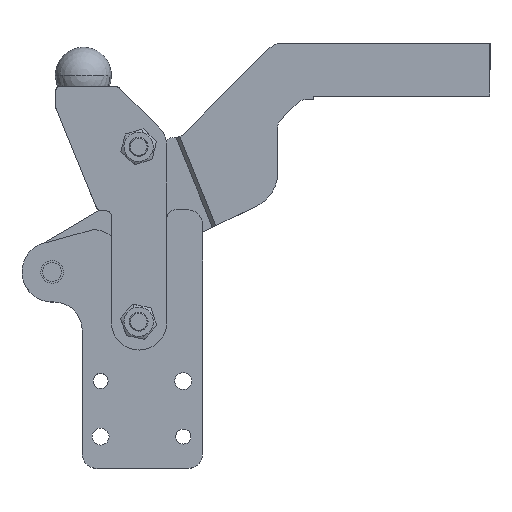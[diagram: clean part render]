
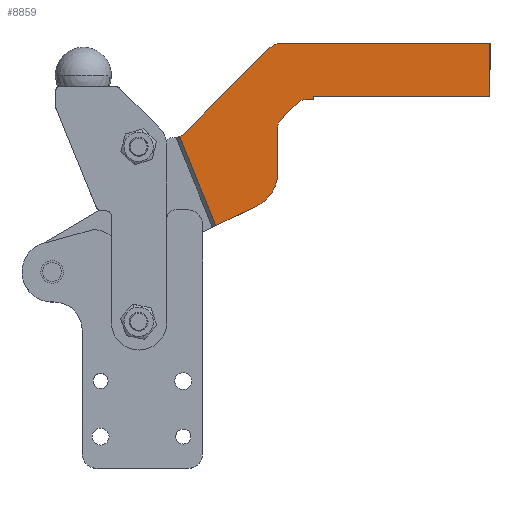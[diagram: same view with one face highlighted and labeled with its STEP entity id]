
A CAD part, top view. The second image highlights one B-rep face of the part: STEP entity #8859.
In plain terms, the highlighted planar face has unit normal (0, 0, 1).
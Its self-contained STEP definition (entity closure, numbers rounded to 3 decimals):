
#8010=CARTESIAN_POINT('',(49.185,599.411,52.));
#8011=VERTEX_POINT('',#8010);
#8027=CARTESIAN_POINT('',(52.256,610.061,52.));
#8028=VERTEX_POINT('',#8027);
#8035=CARTESIAN_POINT('',(32.256,610.061,52.));
#8036=DIRECTION('',(0.,0.,-1.0));
#8037=DIRECTION('',(0.846,-0.532,0.));
#8038=AXIS2_PLACEMENT_3D('',#8035,#8036,#8037);
#8039=CIRCLE('',#8038,20.);
#8040=EDGE_CURVE('',#8028,#8011,#8039,.T.);
#8052=CARTESIAN_POINT('',(64.445,648.09,52.));
#8053=VERTEX_POINT('',#8052);
#8069=CARTESIAN_POINT('',(66.741,648.547,52.));
#8070=VERTEX_POINT('',#8069);
#8077=CARTESIAN_POINT('',(66.741,642.547,52.));
#8078=DIRECTION('',(0.,0.,1.));
#8079=DIRECTION('',(-0.383,0.924,0.));
#8080=AXIS2_PLACEMENT_3D('',#8077,#8078,#8079);
#8081=CIRCLE('',#8080,6.0);
#8082=EDGE_CURVE('',#8070,#8053,#8081,.T.);
#8094=CARTESIAN_POINT('',(52.713,636.358,52.));
#8095=VERTEX_POINT('',#8094);
#8111=CARTESIAN_POINT('',(54.013,638.304,52.));
#8112=VERTEX_POINT('',#8111);
#8119=CARTESIAN_POINT('',(58.256,634.062,52.));
#8120=DIRECTION('',(0.,0.,1.));
#8121=DIRECTION('',(-0.924,0.383,0.));
#8122=AXIS2_PLACEMENT_3D('',#8119,#8120,#8121);
#8123=CIRCLE('',#8122,6.);
#8124=EDGE_CURVE('',#8112,#8095,#8123,.T.);
#8630=CARTESIAN_POINT('',(165.006,678.547,52.));
#8631=VERTEX_POINT('',#8630);
#8638=CARTESIAN_POINT('',(165.006,650.547,52.));
#8639=VERTEX_POINT('',#8638);
#8640=CARTESIAN_POINT('',(165.006,650.547,52.));
#8641=DIRECTION('',(0.0,1.0,0.0));
#8642=VECTOR('',#8641,28.0);
#8643=LINE('',#8640,#8642);
#8644=EDGE_CURVE('',#8639,#8631,#8643,.T.);
#8661=CARTESIAN_POINT('',(71.006,650.547,52.));
#8662=VERTEX_POINT('',#8661);
#8663=CARTESIAN_POINT('',(71.006,650.547,52.));
#8664=DIRECTION('',(1.0,0.0,0.0));
#8665=VECTOR('',#8664,94.);
#8666=LINE('',#8663,#8665);
#8667=EDGE_CURVE('',#8662,#8639,#8666,.T.);
#8746=CARTESIAN_POINT('',(147.256,649.547,52.));
#8747=DIRECTION('',(0.0,0.0,1.0));
#8748=DIRECTION('',(1.0,0.0,0.0));
#8749=AXIS2_PLACEMENT_3D('',#8746,#8747,#8748);
#8750=PLANE('',#8749);
#8751=ORIENTED_EDGE('',*,*,#8644,.T.);
#8752=CARTESIAN_POINT('',(51.823,678.547,52.));
#8753=VERTEX_POINT('',#8752);
#8754=CARTESIAN_POINT('',(165.006,678.547,52.));
#8755=DIRECTION('',(-1.0,0.0,0.0));
#8756=VECTOR('',#8755,113.184);
#8757=LINE('',#8754,#8756);
#8758=EDGE_CURVE('',#8631,#8753,#8757,.T.);
#8759=ORIENTED_EDGE('',*,*,#8758,.T.);
#8760=CARTESIAN_POINT('',(46.398,674.689,52.));
#8761=VERTEX_POINT('',#8760);
#8762=CARTESIAN_POINT('',(60.54,660.547,52.));
#8763=DIRECTION('',(0.,0.,-1.0));
#8764=DIRECTION('',(-0.383,0.924,0.));
#8765=AXIS2_PLACEMENT_3D('',#8762,#8763,#8764);
#8766=CIRCLE('',#8765,20.);
#8767=EDGE_CURVE('',#8761,#8753,#8766,.T.);
#8768=ORIENTED_EDGE('',*,*,#8767,.F.);
#8769=CARTESIAN_POINT('',(2.013,630.304,52.));
#8770=VERTEX_POINT('',#8769);
#8771=CARTESIAN_POINT('',(2.013,630.304,52.));
#8772=DIRECTION('',(0.707,0.707,0.));
#8773=VECTOR('',#8772,62.77);
#8774=LINE('',#8771,#8773);
#8775=EDGE_CURVE('',#8770,#8761,#8774,.T.);
#8776=ORIENTED_EDGE('',*,*,#8775,.F.);
#8777=CARTESIAN_POINT('',(0.071,629.005,52.));
#8778=VERTEX_POINT('',#8777);
#8779=CARTESIAN_POINT('',(-2.229,634.547,52.));
#8780=DIRECTION('',(0.,0.,1.));
#8781=DIRECTION('',(0.383,-0.924,0.));
#8782=AXIS2_PLACEMENT_3D('',#8779,#8780,#8781);
#8783=CIRCLE('',#8782,6.0);
#8784=EDGE_CURVE('',#8778,#8770,#8783,.T.);
#8785=ORIENTED_EDGE('',*,*,#8784,.F.);
#8786=CARTESIAN_POINT('',(19.256,581.632,52.));
#8787=VERTEX_POINT('',#8786);
#8788=CARTESIAN_POINT('',(0.071,629.005,52.));
#8789=DIRECTION('',(0.375,-0.927,0.));
#8790=VECTOR('',#8789,51.111);
#8791=LINE('',#8788,#8790);
#8792=EDGE_CURVE('',#8778,#8787,#8791,.T.);
#8793=ORIENTED_EDGE('',*,*,#8792,.T.);
#8794=CARTESIAN_POINT('',(40.914,592.032,52.));
#8795=VERTEX_POINT('',#8794);
#8796=CARTESIAN_POINT('',(40.914,592.032,52.));
#8797=DIRECTION('',(-0.901,-0.433,0.));
#8798=VECTOR('',#8797,24.026);
#8799=LINE('',#8796,#8798);
#8800=EDGE_CURVE('',#8795,#8787,#8799,.T.);
#8801=ORIENTED_EDGE('',*,*,#8800,.F.);
#8802=CARTESIAN_POINT('',(32.256,610.061,52.));
#8803=DIRECTION('',(0.,0.,-1.0));
#8804=DIRECTION('',(0.846,-0.532,0.));
#8805=AXIS2_PLACEMENT_3D('',#8802,#8803,#8804);
#8806=CIRCLE('',#8805,20.);
#8807=EDGE_CURVE('',#8011,#8795,#8806,.T.);
#8808=ORIENTED_EDGE('',*,*,#8807,.F.);
#8809=ORIENTED_EDGE('',*,*,#8040,.F.);
#8810=CARTESIAN_POINT('',(52.256,634.062,52.));
#8811=VERTEX_POINT('',#8810);
#8812=CARTESIAN_POINT('',(52.256,634.062,52.));
#8813=DIRECTION('',(0.0,-1.0,0.0));
#8814=VECTOR('',#8813,24.001);
#8815=LINE('',#8812,#8814);
#8816=EDGE_CURVE('',#8811,#8028,#8815,.T.);
#8817=ORIENTED_EDGE('',*,*,#8816,.F.);
#8818=CARTESIAN_POINT('',(58.256,634.062,52.));
#8819=DIRECTION('',(0.,0.,1.));
#8820=DIRECTION('',(-0.924,0.383,0.));
#8821=AXIS2_PLACEMENT_3D('',#8818,#8819,#8820);
#8822=CIRCLE('',#8821,6.);
#8823=EDGE_CURVE('',#8095,#8811,#8822,.T.);
#8824=ORIENTED_EDGE('',*,*,#8823,.F.);
#8825=ORIENTED_EDGE('',*,*,#8124,.F.);
#8826=CARTESIAN_POINT('',(62.499,646.79,52.));
#8827=VERTEX_POINT('',#8826);
#8828=CARTESIAN_POINT('',(62.499,646.79,52.));
#8829=DIRECTION('',(-0.707,-0.707,0.));
#8830=VECTOR('',#8829,12.);
#8831=LINE('',#8828,#8830);
#8832=EDGE_CURVE('',#8827,#8112,#8831,.T.);
#8833=ORIENTED_EDGE('',*,*,#8832,.F.);
#8834=CARTESIAN_POINT('',(66.741,642.547,52.));
#8835=DIRECTION('',(0.,0.,1.));
#8836=DIRECTION('',(-0.383,0.924,0.));
#8837=AXIS2_PLACEMENT_3D('',#8834,#8835,#8836);
#8838=CIRCLE('',#8837,6.0);
#8839=EDGE_CURVE('',#8053,#8827,#8838,.T.);
#8840=ORIENTED_EDGE('',*,*,#8839,.F.);
#8841=ORIENTED_EDGE('',*,*,#8082,.F.);
#8842=CARTESIAN_POINT('',(71.006,648.547,52.));
#8843=VERTEX_POINT('',#8842);
#8844=CARTESIAN_POINT('',(71.006,648.547,52.));
#8845=DIRECTION('',(-1.0,0.0,0.0));
#8846=VECTOR('',#8845,4.265);
#8847=LINE('',#8844,#8846);
#8848=EDGE_CURVE('',#8843,#8070,#8847,.T.);
#8849=ORIENTED_EDGE('',*,*,#8848,.F.);
#8850=CARTESIAN_POINT('',(71.006,648.547,52.));
#8851=DIRECTION('',(0.0,1.0,0.0));
#8852=VECTOR('',#8851,2.);
#8853=LINE('',#8850,#8852);
#8854=EDGE_CURVE('',#8843,#8662,#8853,.T.);
#8855=ORIENTED_EDGE('',*,*,#8854,.T.);
#8856=ORIENTED_EDGE('',*,*,#8667,.T.);
#8857=EDGE_LOOP('',(#8751,#8759,#8768,#8776,#8785,#8793,#8801,#8808,#8809,#8817,#8824,#8825,#8833,#8840,#8841,#8849,#8855,#8856));
#8858=FACE_OUTER_BOUND('',#8857,.T.);
#8859=ADVANCED_FACE('',(#8858),#8750,.T.);
